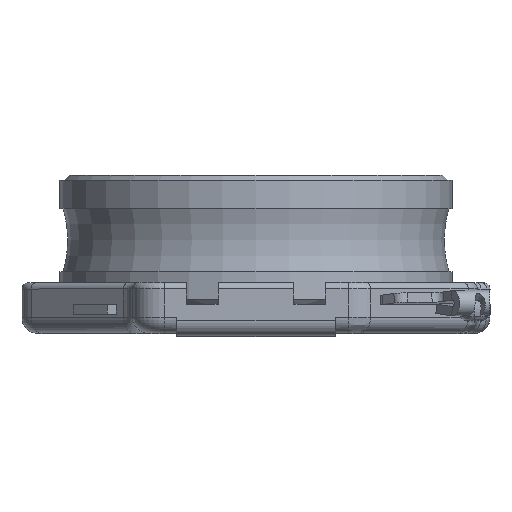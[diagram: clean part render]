
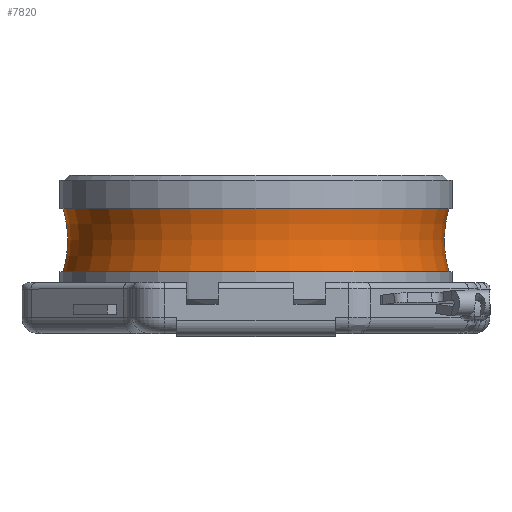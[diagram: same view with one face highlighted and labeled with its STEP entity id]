
A CAD part, top view. The second image highlights one B-rep face of the part: STEP entity #7820.
In plain terms, the highlighted toroidal (fillet/blend) face has major radius 4.679 mm and minor radius 1.704 mm.
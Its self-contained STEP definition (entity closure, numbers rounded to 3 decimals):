
#1797=CARTESIAN_POINT('',(0.,0.675,-10.));
#1798=DIRECTION('',(0.,-1.,0.));
#1799=DIRECTION('',(1.,0.,0.));
#1800=AXIS2_PLACEMENT_3D('',#1797,#1798,#1799);
#1807=CARTESIAN_POINT('',(4.679,1.175,-10.));
#1808=DIRECTION('',(0.,0.,-1.));
#1809=DIRECTION('',(-0.956,-0.293,0.));
#1810=AXIS2_PLACEMENT_3D('',#1807,#1808,#1809);
#1812=CARTESIAN_POINT('',(-4.679,1.175,-10.));
#1813=DIRECTION('',(0.,0.,1.));
#1814=DIRECTION('',(0.956,-0.293,0.));
#1815=AXIS2_PLACEMENT_3D('',#1812,#1813,#1814);
#1817=CARTESIAN_POINT('',(0.,1.675,-10.));
#1818=DIRECTION('',(0.,-1.,0.));
#1819=DIRECTION('',(1.,0.,0.));
#1820=AXIS2_PLACEMENT_3D('',#1817,#1818,#1819);
#4513=CARTESIAN_POINT('',(3.05,0.675,-10.));
#4514=CARTESIAN_POINT('',(-3.05,0.675,-10.));
#4515=VERTEX_POINT('',#4513);
#4516=VERTEX_POINT('',#4514);
#4517=CARTESIAN_POINT('',(3.05,1.675,-10.));
#4518=CARTESIAN_POINT('',(-3.05,1.675,-10.));
#4519=VERTEX_POINT('',#4517);
#4520=VERTEX_POINT('',#4518);
#7806=CARTESIAN_POINT('',(0.,1.175,-10.));
#7807=DIRECTION('',(0.,-1.,0.));
#7808=DIRECTION('',(-1.,0.,0.));
#7809=AXIS2_PLACEMENT_3D('',#7806,#7807,#7808);
#7810=TOROIDAL_SURFACE('',#7809,4.679,1.704);
#7811=ORIENTED_EDGE('',*,*,#7792,.T.);
#7813=ORIENTED_EDGE('',*,*,#7812,.T.);
#7815=ORIENTED_EDGE('',*,*,#7814,.F.);
#7817=ORIENTED_EDGE('',*,*,#7816,.F.);
#7818=EDGE_LOOP('',(#7811,#7813,#7815,#7817));
#7819=FACE_OUTER_BOUND('',#7818,.F.);
#1801=CIRCLE('',#1800,3.05);
#1811=CIRCLE('',#1810,1.704);
#1816=CIRCLE('',#1815,1.704);
#1821=CIRCLE('',#1820,3.05);
#7792=EDGE_CURVE('',#4515,#4516,#1801,.T.);
#7812=EDGE_CURVE('',#4516,#4520,#1816,.T.);
#7814=EDGE_CURVE('',#4519,#4520,#1821,.T.);
#7816=EDGE_CURVE('',#4515,#4519,#1811,.T.);
#7820=ADVANCED_FACE('',(#7819),#7810,.F.);
